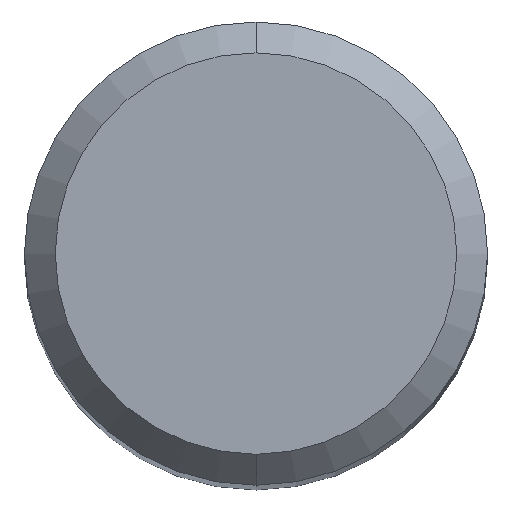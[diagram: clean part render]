
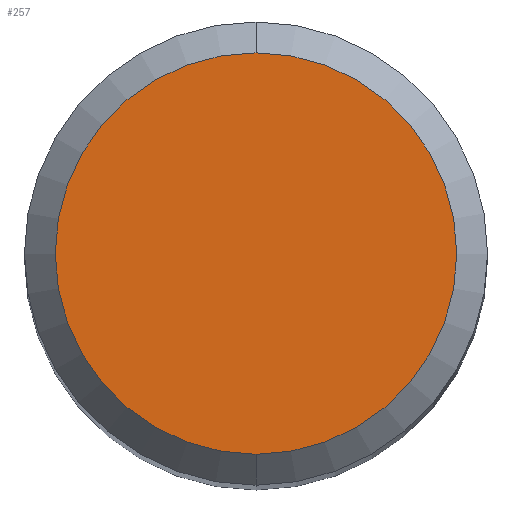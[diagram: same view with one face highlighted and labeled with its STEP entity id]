
A CAD part, top view. The second image highlights one B-rep face of the part: STEP entity #257.
In plain terms, the highlighted planar face has unit normal (0, 0, 1).
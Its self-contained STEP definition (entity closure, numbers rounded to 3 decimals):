
#221=VERTEX_POINT('',#535);
#251=EDGE_CURVE('',#373,#221,#568,.T.);
#257=ADVANCED_FACE('',(#574),#575,.T.);
#271=EDGE_CURVE('',#221,#373,#589,.T.);
#373=VERTEX_POINT('',#701);
#535=CARTESIAN_POINT('',(0.0,2.6,0.0));
#568=CIRCLE('',#995,2.6);
#574=FACE_OUTER_BOUND('',#1003,.T.);
#575=PLANE('',#1004);
#589=CIRCLE('',#1022,2.6);
#701=CARTESIAN_POINT('',(0.,-2.6,0.0));
#995=AXIS2_PLACEMENT_3D('',#1559,#1560,#1561);
#1003=EDGE_LOOP('',(#1569,#1570));
#1004=AXIS2_PLACEMENT_3D('',#1571,#1572,#1573);
#1022=AXIS2_PLACEMENT_3D('',#1578,#1579,#1580);
#1559=CARTESIAN_POINT('',(0.0,0.0,0.0));
#1560=DIRECTION('',(0.0,0.0,-1.0));
#1561=DIRECTION('',(0.0,1.0,0.0));
#1569=ORIENTED_EDGE('',*,*,#271,.F.);
#1570=ORIENTED_EDGE('',*,*,#251,.F.);
#1571=CARTESIAN_POINT('',(0.0,1.3,0.0));
#1572=DIRECTION('',(-0.0,0.0,1.0));
#1573=DIRECTION('',(0.0,-1.0,0.0));
#1578=CARTESIAN_POINT('',(0.0,0.0,0.0));
#1579=DIRECTION('',(0.0,0.0,-1.0));
#1580=DIRECTION('',(0.0,1.0,0.0));
